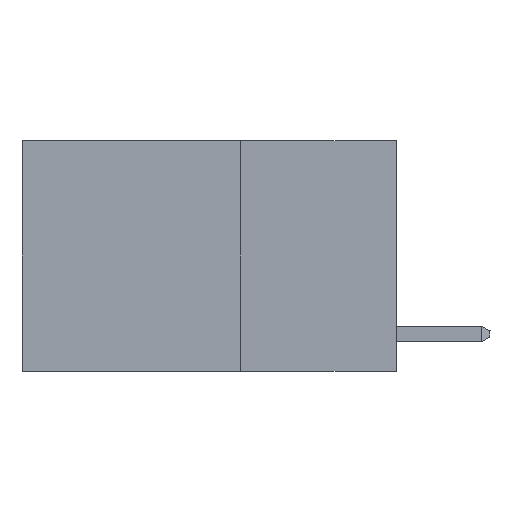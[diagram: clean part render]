
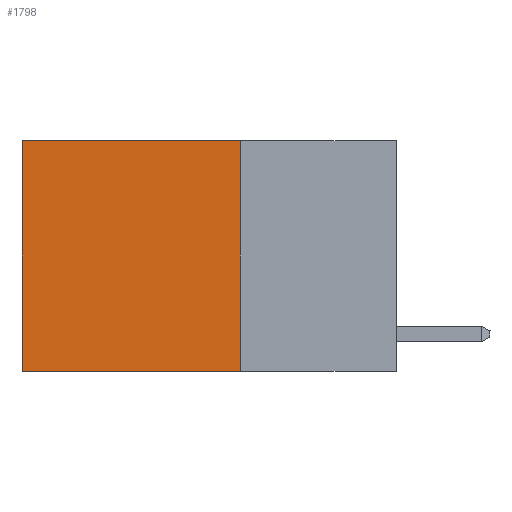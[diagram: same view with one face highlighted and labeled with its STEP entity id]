
A CAD part, left-side view. The second image highlights one B-rep face of the part: STEP entity #1798.
In plain terms, the highlighted planar face has unit normal (-1, 0, 0).
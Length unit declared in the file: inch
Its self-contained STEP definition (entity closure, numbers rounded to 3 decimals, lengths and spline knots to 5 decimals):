
#742 = VERTEX_POINT ( 'NONE', #9865 ) ;
#1337 = AXIS2_PLACEMENT_3D ( 'NONE', #8848, #3765, #4784 ) ;
#1393 = ORIENTED_EDGE ( 'NONE', *, *, #4488, .F. ) ;
#1697 = EDGE_CURVE ( 'NONE', #6276, #11882, #11079, .T. ) ;
#1729 = VECTOR ( 'NONE', #10264, 39.37008 ) ;
#1798 = ADVANCED_FACE ( 'NONE', ( #2498 ), #5862, .F. ) ;
#2498 = FACE_OUTER_BOUND ( 'NONE', #5770, .T. ) ;
#3698 = DIRECTION ( 'NONE',  ( 0., 1., 0. ) ) ;
#3765 = DIRECTION ( 'NONE',  ( 1., 0., 0. ) ) ;
#3803 = ORIENTED_EDGE ( 'NONE', *, *, #8283, .T. ) ;
#4488 = EDGE_CURVE ( 'NONE', #6276, #6552, #4990, .T. ) ;
#4784 = DIRECTION ( 'NONE',  ( 0., 0., -1. ) ) ;
#4990 = LINE ( 'NONE', #8207, #1729 ) ;
#5189 = LINE ( 'NONE', #6197, #5337 ) ;
#5337 = VECTOR ( 'NONE', #7140, 39.37008 ) ;
#5471 = EDGE_CURVE ( 'NONE', #6552, #742, #8487, .T. ) ;
#5770 = EDGE_LOOP ( 'NONE', ( #3803, #6819, #1393, #6829 ) ) ;
#5862 = PLANE ( 'NONE',  #1337 ) ;
#5868 = VECTOR ( 'NONE', #11348, 39.37008 ) ;
#6197 = CARTESIAN_POINT ( 'NONE',  ( 0.2625, 0.6, 0. ) ) ;
#6276 = VERTEX_POINT ( 'NONE', #10063 ) ;
#6552 = VERTEX_POINT ( 'NONE', #8689 ) ;
#6819 = ORIENTED_EDGE ( 'NONE', *, *, #5471, .F. ) ;
#6829 = ORIENTED_EDGE ( 'NONE', *, *, #1697, .T. ) ;
#7140 = DIRECTION ( 'NONE',  ( 0., 0., -1. ) ) ;
#7809 = CARTESIAN_POINT ( 'NONE',  ( 0.2625, 0.6, 0. ) ) ;
#8207 = CARTESIAN_POINT ( 'NONE',  ( 0.2625, 0.25, 0. ) ) ;
#8283 = EDGE_CURVE ( 'NONE', #11882, #742, #5189, .T. ) ;
#8487 = LINE ( 'NONE', #9623, #12248 ) ;
#8689 = CARTESIAN_POINT ( 'NONE',  ( 0.2625, 0.25, -0.37 ) ) ;
#8848 = CARTESIAN_POINT ( 'NONE',  ( 0.2625, 0.25, 0. ) ) ;
#9370 = CARTESIAN_POINT ( 'NONE',  ( 0.2625, 0.25, 0. ) ) ;
#9623 = CARTESIAN_POINT ( 'NONE',  ( 0.2625, 0.25, -0.37 ) ) ;
#9865 = CARTESIAN_POINT ( 'NONE',  ( 0.2625, 0.6, -0.37 ) ) ;
#10063 = CARTESIAN_POINT ( 'NONE',  ( 0.2625, 0.25, 0. ) ) ;
#10264 = DIRECTION ( 'NONE',  ( 0., 0., -1. ) ) ;
#11079 = LINE ( 'NONE', #9370, #5868 ) ;
#11348 = DIRECTION ( 'NONE',  ( 0., 1., 0. ) ) ;
#11882 = VERTEX_POINT ( 'NONE', #7809 ) ;
#12248 = VECTOR ( 'NONE', #3698, 39.37008 ) ;
